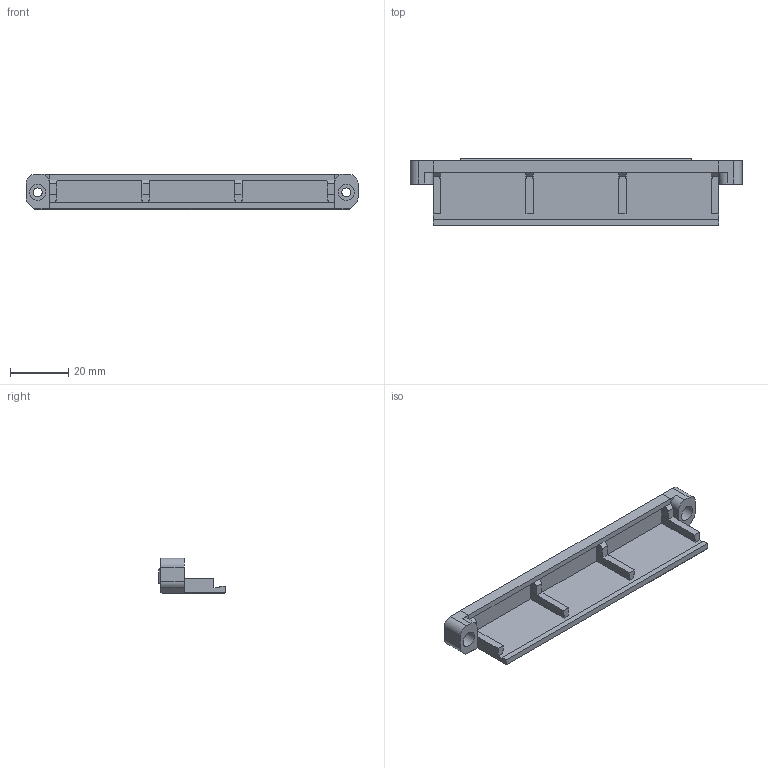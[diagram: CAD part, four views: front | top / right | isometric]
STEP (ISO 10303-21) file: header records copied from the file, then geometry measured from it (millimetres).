
FILE_DESCRIPTION(/* description */ (''),/* implementation_level */ '2;1');
FILE_NAME(/* name */ 'Voron_2.4r2_Assembly_WAGO_221-415_mount-3x5 converted to M3 fasteners for width reduction.step',/* time_stamp */ '2024-07-01T16:25:16-07:00',/* author */ (''),/* organization */ (''),/* preprocessor_version */ 'ST-DEVELOPER v20',/* originating_system */ 'Autodesk Translation Framework v13.14.0.145',/* authorisation */ '');
FILE_SCHEMA (('AUTOMOTIVE_DESIGN { 1 0 10303 214 3 1 1 }'));
Length unit declared in the file: millimetre
Products named in the file (1): (Unsaved)
Bounding box: 114.37 x 23.05 x 12.2 mm (x, y, z)
Volume: 9006.5 mm3; surface area: 9104.1 mm2
Topology: 3 solids, 3 shells, 119 faces, 316 edges, 206 vertices
Faces by surface type: plane 107, cylinder 12
Full cylindrical faces by diameter (mm): 3 x2, 5.5 x2
Entity records: 3670 total; most frequent: CARTESIAN_POINT 642, ORIENTED_EDGE 632, DIRECTION 582, EDGE_CURVE 316, LINE 290, VECTOR 290, VERTEX_POINT 206, AXIS2_PLACEMENT_3D 146
